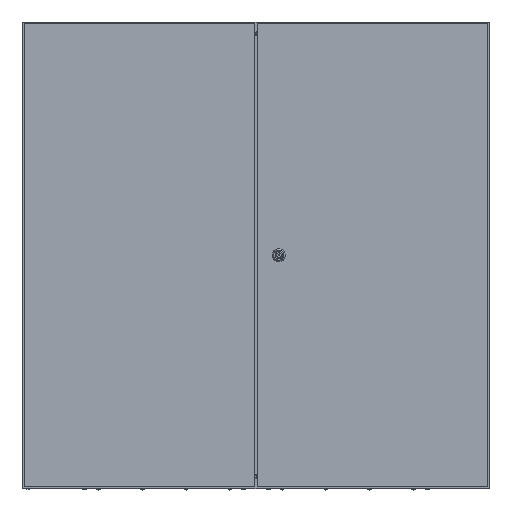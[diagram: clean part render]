
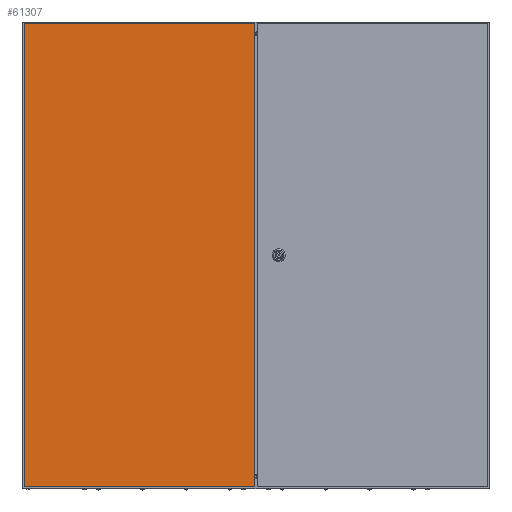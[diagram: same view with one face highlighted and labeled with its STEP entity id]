
A CAD part, top view. The second image highlights one B-rep face of the part: STEP entity #61307.
In plain terms, the highlighted planar face has unit normal (0, 0, 1).
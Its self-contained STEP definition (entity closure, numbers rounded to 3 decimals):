
#2118 = CARTESIAN_POINT ( 'NONE',  ( 2.63, 3., 17.5 ) ) ;
#8926 = ORIENTED_EDGE ( 'NONE', *, *, #33871, .T. ) ;
#12150 = DIRECTION ( 'NONE',  ( 0., 1., 0. ) ) ;
#14669 = DIRECTION ( 'NONE',  ( 0., -1., 0. ) ) ;
#15224 = CARTESIAN_POINT ( 'NONE',  ( 2.63, 997., 17.5 ) ) ;
#16097 = EDGE_LOOP ( 'NONE', ( #22121, #38874, #8926, #81831 ) ) ;
#16263 = CARTESIAN_POINT ( 'NONE',  ( 497.13, 997., 17.5 ) ) ;
#20802 = DIRECTION ( 'NONE',  ( 1., 0., 0. ) ) ;
#22121 = ORIENTED_EDGE ( 'NONE', *, *, #73330, .T. ) ;
#24221 = CARTESIAN_POINT ( 'NONE',  ( 2.63, 997., 17.5 ) ) ;
#25152 = FACE_OUTER_BOUND ( 'NONE', #16097, .T. ) ;
#32354 = LINE ( 'NONE', #24221, #81510 ) ;
#33871 = EDGE_CURVE ( 'NONE', #61650, #106609, #86226, .T. ) ;
#38874 = ORIENTED_EDGE ( 'NONE', *, *, #68311, .T. ) ;
#49450 = EDGE_CURVE ( 'NONE', #106609, #89661, #32354, .T. ) ;
#51928 = AXIS2_PLACEMENT_3D ( 'NONE', #53777, #61368, #20802 ) ;
#53777 = CARTESIAN_POINT ( 'NONE',  ( 0., 0., 17.5 ) ) ;
#55241 = LINE ( 'NONE', #15224, #72996 ) ;
#59062 = VECTOR ( 'NONE', #61310, 1000. ) ;
#60951 = DIRECTION ( 'NONE',  ( -1., 0., 0. ) ) ;
#61307 = ADVANCED_FACE ( 'NONE', ( #25152 ), #91131, .T. ) ;
#61310 = DIRECTION ( 'NONE',  ( 1., 0., 0. ) ) ;
#61368 = DIRECTION ( 'NONE',  ( 0., 0., 1. ) ) ;
#61650 = VERTEX_POINT ( 'NONE', #61770 ) ;
#61770 = CARTESIAN_POINT ( 'NONE',  ( 497.13, 3., 17.5 ) ) ;
#66650 = VERTEX_POINT ( 'NONE', #2118 ) ;
#68311 = EDGE_CURVE ( 'NONE', #66650, #61650, #77543, .T. ) ;
#72996 = VECTOR ( 'NONE', #14669, 1000. ) ;
#73330 = EDGE_CURVE ( 'NONE', #89661, #66650, #55241, .T. ) ;
#77543 = LINE ( 'NONE', #79146, #59062 ) ;
#79146 = CARTESIAN_POINT ( 'NONE',  ( 2.63, 3., 17.5 ) ) ;
#81510 = VECTOR ( 'NONE', #60951, 1000. ) ;
#81831 = ORIENTED_EDGE ( 'NONE', *, *, #49450, .T. ) ;
#84246 = CARTESIAN_POINT ( 'NONE',  ( 2.63, 997., 17.5 ) ) ;
#86226 = LINE ( 'NONE', #86769, #100774 ) ;
#86769 = CARTESIAN_POINT ( 'NONE',  ( 497.13, 997., 17.5 ) ) ;
#89661 = VERTEX_POINT ( 'NONE', #84246 ) ;
#91131 = PLANE ( 'NONE',  #51928 ) ;
#100774 = VECTOR ( 'NONE', #12150, 1000. ) ;
#106609 = VERTEX_POINT ( 'NONE', #16263 ) ;
